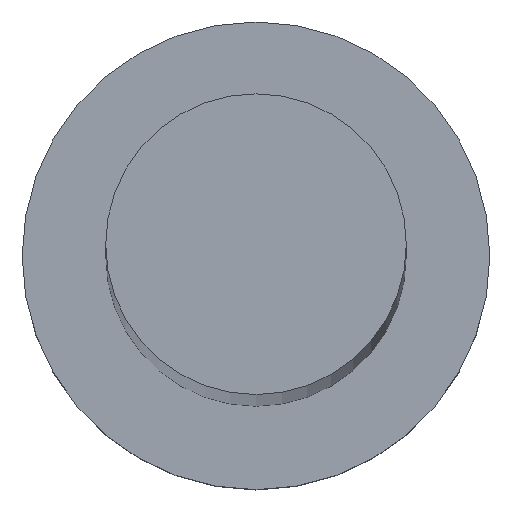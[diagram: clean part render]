
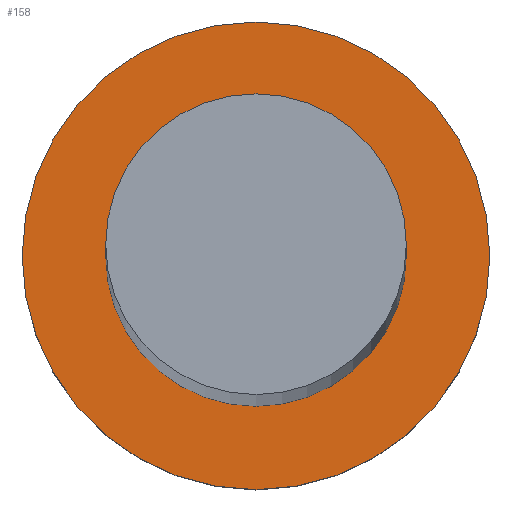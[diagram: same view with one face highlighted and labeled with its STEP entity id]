
A CAD part, top view. The second image highlights one B-rep face of the part: STEP entity #158.
In plain terms, the highlighted planar face has unit normal (0, 0, 1).
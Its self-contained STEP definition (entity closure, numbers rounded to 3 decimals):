
#3 = CARTESIAN_POINT ( 'NONE',  ( 0., 0., 5. ) ) ;
#14 = FACE_OUTER_BOUND ( 'NONE', #169, .T. ) ;
#26 = EDGE_LOOP ( 'NONE', ( #28, #82 ) ) ;
#28 = ORIENTED_EDGE ( 'NONE', *, *, #102, .F. ) ;
#31 = AXIS2_PLACEMENT_3D ( 'NONE', #147, #224, #46 ) ;
#35 = AXIS2_PLACEMENT_3D ( 'NONE', #78, #80, #98 ) ;
#41 = CARTESIAN_POINT ( 'NONE',  ( -7., 0., 5. ) ) ;
#46 = DIRECTION ( 'NONE',  ( 1., 0., 0. ) ) ;
#57 = VERTEX_POINT ( 'NONE', #41 ) ;
#63 = ORIENTED_EDGE ( 'NONE', *, *, #141, .T. ) ;
#65 = VERTEX_POINT ( 'NONE', #236 ) ;
#66 = AXIS2_PLACEMENT_3D ( 'NONE', #200, #168, #244 ) ;
#68 = AXIS2_PLACEMENT_3D ( 'NONE', #3, #159, #221 ) ;
#78 = CARTESIAN_POINT ( 'NONE',  ( 0., 0., 5. ) ) ;
#80 = DIRECTION ( 'NONE',  ( 0., 0., 1. ) ) ;
#82 = ORIENTED_EDGE ( 'NONE', *, *, #213, .F. ) ;
#98 = DIRECTION ( 'NONE',  ( 1., 0., 0. ) ) ;
#102 = EDGE_CURVE ( 'NONE', #105, #107, #254, .T. ) ;
#105 = VERTEX_POINT ( 'NONE', #122 ) ;
#107 = VERTEX_POINT ( 'NONE', #163 ) ;
#114 = EDGE_CURVE ( 'NONE', #57, #65, #118, .T. ) ;
#118 = CIRCLE ( 'NONE', #66, 7. ) ;
#121 = DIRECTION ( 'NONE',  ( 0., 0., 1. ) ) ;
#122 = CARTESIAN_POINT ( 'NONE',  ( -4.5, 0., 5. ) ) ;
#137 = DIRECTION ( 'NONE',  ( 1., 0., 0. ) ) ;
#141 = EDGE_CURVE ( 'NONE', #65, #57, #248, .T. ) ;
#147 = CARTESIAN_POINT ( 'NONE',  ( 0., 0., 5. ) ) ;
#152 = AXIS2_PLACEMENT_3D ( 'NONE', #240, #121, #137 ) ;
#158 = ADVANCED_FACE ( 'NONE', ( #187, #14 ), #177, .T. ) ;
#159 = DIRECTION ( 'NONE',  ( 0., 0., 1. ) ) ;
#163 = CARTESIAN_POINT ( 'NONE',  ( 4.5, 0., 5. ) ) ;
#168 = DIRECTION ( 'NONE',  ( 0., 0., 1. ) ) ;
#169 = EDGE_LOOP ( 'NONE', ( #205, #63 ) ) ;
#177 = PLANE ( 'NONE',  #68 ) ;
#187 = FACE_BOUND ( 'NONE', #26, .T. ) ;
#200 = CARTESIAN_POINT ( 'NONE',  ( 0., 0., 5. ) ) ;
#205 = ORIENTED_EDGE ( 'NONE', *, *, #114, .T. ) ;
#213 = EDGE_CURVE ( 'NONE', #107, #105, #237, .T. ) ;
#221 = DIRECTION ( 'NONE',  ( 1., 0., 0. ) ) ;
#224 = DIRECTION ( 'NONE',  ( 0., 0., 1. ) ) ;
#236 = CARTESIAN_POINT ( 'NONE',  ( 7., 0., 5. ) ) ;
#237 = CIRCLE ( 'NONE', #152, 4.5 ) ;
#240 = CARTESIAN_POINT ( 'NONE',  ( 0., 0., 5. ) ) ;
#244 = DIRECTION ( 'NONE',  ( 1., 0., 0. ) ) ;
#248 = CIRCLE ( 'NONE', #31, 7. ) ;
#254 = CIRCLE ( 'NONE', #35, 4.5 ) ;
